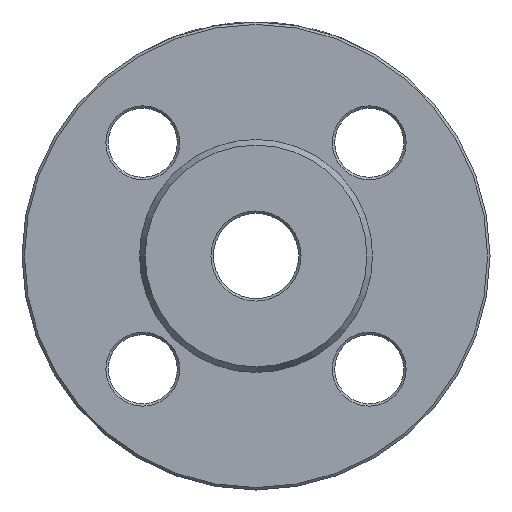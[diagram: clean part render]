
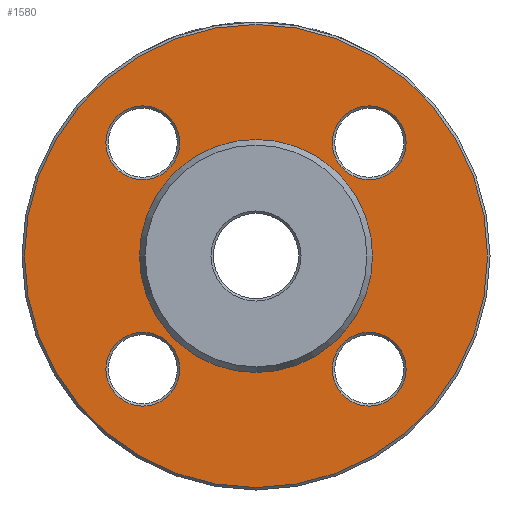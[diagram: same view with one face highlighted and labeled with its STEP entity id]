
A CAD part, left-side view. The second image highlights one B-rep face of the part: STEP entity #1580.
In plain terms, the highlighted planar face has unit normal (-1, 0, 0).
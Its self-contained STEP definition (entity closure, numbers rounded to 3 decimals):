
#71 = DIRECTION ( 'NONE',  ( 0., 0., -1. ) ) ;
#197 = FACE_BOUND ( 'NONE', #1536, .T. ) ;
#236 = ORIENTED_EDGE ( 'NONE', *, *, #4481, .T. ) ;
#277 = DIRECTION ( 'NONE',  ( 1., 0., 0. ) ) ;
#295 = AXIS2_PLACEMENT_3D ( 'NONE', #1994, #1675, #556 ) ;
#335 = DIRECTION ( 'NONE',  ( 0., 1., 0. ) ) ;
#349 = EDGE_LOOP ( 'NONE', ( #1285 ) ) ;
#414 = DIRECTION ( 'NONE',  ( 1., 0., 0. ) ) ;
#429 = ORIENTED_EDGE ( 'NONE', *, *, #3567, .T. ) ;
#490 = CARTESIAN_POINT ( 'NONE',  ( 2., 0., 23.655 ) ) ;
#503 = CIRCLE ( 'NONE', #4211, 7.5 ) ;
#513 = VERTEX_POINT ( 'NONE', #490 ) ;
#515 = EDGE_CURVE ( 'NONE', #1843, #1843, #1963, .T. ) ;
#556 = DIRECTION ( 'NONE',  ( 0., 0., 1. ) ) ;
#609 = DIRECTION ( 'NONE',  ( -1., 0., 0. ) ) ;
#790 = CARTESIAN_POINT ( 'NONE',  ( 2., -22.981, -22.981 ) ) ;
#825 = CIRCLE ( 'NONE', #4774, 23.655 ) ;
#885 = VERTEX_POINT ( 'NONE', #4347 ) ;
#946 = CARTESIAN_POINT ( 'NONE',  ( 2., 22.981, -22.981 ) ) ;
#975 = DIRECTION ( 'NONE',  ( 0., 0., 1. ) ) ;
#1021 = FACE_OUTER_BOUND ( 'NONE', #3881, .T. ) ;
#1163 = AXIS2_PLACEMENT_3D ( 'NONE', #3729, #277, #1834 ) ;
#1179 = CARTESIAN_POINT ( 'NONE',  ( 2., 22.981, 22.981 ) ) ;
#1250 = ORIENTED_EDGE ( 'NONE', *, *, #515, .T. ) ;
#1285 = ORIENTED_EDGE ( 'NONE', *, *, #4331, .F. ) ;
#1402 = FACE_BOUND ( 'NONE', #349, .T. ) ;
#1536 = EDGE_LOOP ( 'NONE', ( #3587 ) ) ;
#1572 = AXIS2_PLACEMENT_3D ( 'NONE', #1179, #2666, #335 ) ;
#1580 = ADVANCED_FACE ( 'NONE', ( #2606, #197, #2186, #4409, #1021, #1402 ), #4847, .F. ) ;
#1675 = DIRECTION ( 'NONE',  ( 1., 0., 0. ) ) ;
#1689 = EDGE_LOOP ( 'NONE', ( #236 ) ) ;
#1730 = DIRECTION ( 'NONE',  ( -1., 0., 0. ) ) ;
#1834 = DIRECTION ( 'NONE',  ( 0., 0., -1. ) ) ;
#1843 = VERTEX_POINT ( 'NONE', #4933 ) ;
#1946 = VERTEX_POINT ( 'NONE', #2022 ) ;
#1963 = CIRCLE ( 'NONE', #4783, 47. ) ;
#1994 = CARTESIAN_POINT ( 'NONE',  ( 2., -22.981, 22.981 ) ) ;
#2022 = CARTESIAN_POINT ( 'NONE',  ( 2., 22.981, -30.481 ) ) ;
#2186 = FACE_BOUND ( 'NONE', #2578, .T. ) ;
#2313 = CIRCLE ( 'NONE', #4649, 7.5 ) ;
#2353 = CARTESIAN_POINT ( 'NONE',  ( 2., 30.481, 22.981 ) ) ;
#2386 = CIRCLE ( 'NONE', #295, 7.5 ) ;
#2578 = EDGE_LOOP ( 'NONE', ( #429 ) ) ;
#2606 = FACE_BOUND ( 'NONE', #4537, .T. ) ;
#2655 = EDGE_CURVE ( 'NONE', #3341, #3341, #2386, .T. ) ;
#2666 = DIRECTION ( 'NONE',  ( 1., 0., 0. ) ) ;
#2792 = VERTEX_POINT ( 'NONE', #2353 ) ;
#2968 = CARTESIAN_POINT ( 'NONE',  ( 2., -22.981, 30.481 ) ) ;
#2973 = ORIENTED_EDGE ( 'NONE', *, *, #3289, .T. ) ;
#3289 = EDGE_CURVE ( 'NONE', #885, #885, #2313, .T. ) ;
#3290 = DIRECTION ( 'NONE',  ( 0., 0., -1. ) ) ;
#3341 = VERTEX_POINT ( 'NONE', #2968 ) ;
#3540 = DIRECTION ( 'NONE',  ( 1., 0., 0. ) ) ;
#3567 = EDGE_CURVE ( 'NONE', #2792, #2792, #4972, .T. ) ;
#3587 = ORIENTED_EDGE ( 'NONE', *, *, #2655, .T. ) ;
#3664 = CARTESIAN_POINT ( 'NONE',  ( 2., 0., 0. ) ) ;
#3729 = CARTESIAN_POINT ( 'NONE',  ( 2., 23.655, 0. ) ) ;
#3788 = CARTESIAN_POINT ( 'NONE',  ( 2., 0., 0. ) ) ;
#3881 = EDGE_LOOP ( 'NONE', ( #1250 ) ) ;
#4211 = AXIS2_PLACEMENT_3D ( 'NONE', #946, #3540, #71 ) ;
#4331 = EDGE_CURVE ( 'NONE', #513, #513, #825, .T. ) ;
#4347 = CARTESIAN_POINT ( 'NONE',  ( 2., -30.481, -22.981 ) ) ;
#4409 = FACE_BOUND ( 'NONE', #1689, .T. ) ;
#4481 = EDGE_CURVE ( 'NONE', #1946, #1946, #503, .T. ) ;
#4537 = EDGE_LOOP ( 'NONE', ( #2973 ) ) ;
#4627 = DIRECTION ( 'NONE',  ( 0., -1., 0. ) ) ;
#4649 = AXIS2_PLACEMENT_3D ( 'NONE', #790, #414, #4627 ) ;
#4774 = AXIS2_PLACEMENT_3D ( 'NONE', #3788, #609, #975 ) ;
#4783 = AXIS2_PLACEMENT_3D ( 'NONE', #3664, #1730, #3290 ) ;
#4847 = PLANE ( 'NONE',  #1163 ) ;
#4933 = CARTESIAN_POINT ( 'NONE',  ( 2., 0., -47. ) ) ;
#4972 = CIRCLE ( 'NONE', #1572, 7.5 ) ;
